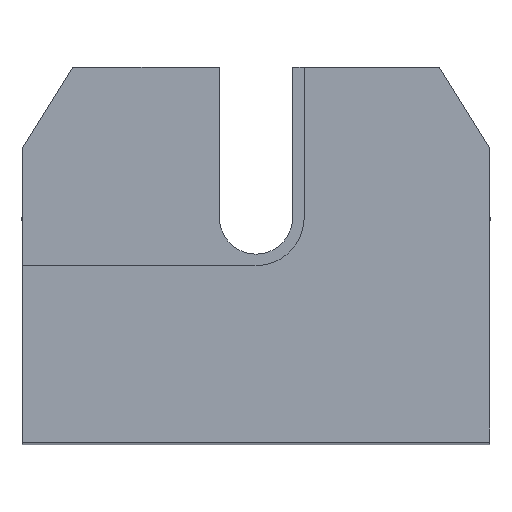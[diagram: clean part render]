
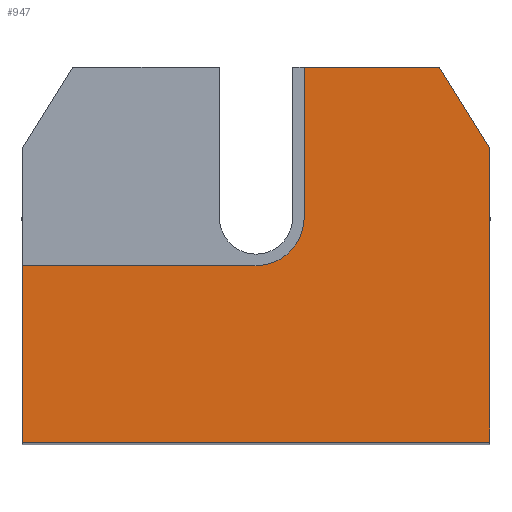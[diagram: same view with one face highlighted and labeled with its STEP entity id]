
A CAD part, top view. The second image highlights one B-rep face of the part: STEP entity #947.
In plain terms, the highlighted planar face has unit normal (0, 0, 1).
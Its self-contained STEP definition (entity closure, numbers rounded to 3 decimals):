
#32=CIRCLE('',#1024,2.5);
#70=FACE_OUTER_BOUND('',#122,.T.);
#122=EDGE_LOOP('',(#663,#664,#665,#666,#667,#668,#669,#670));
#169=LINE('',#1389,#277);
#183=LINE('',#1416,#291);
#192=LINE('',#1437,#300);
#205=LINE('',#1463,#313);
#206=LINE('',#1465,#314);
#207=LINE('',#1467,#315);
#208=LINE('',#1470,#316);
#277=VECTOR('',#1107,10.);
#291=VECTOR('',#1123,10.);
#300=VECTOR('',#1140,10.);
#313=VECTOR('',#1155,10.);
#314=VECTOR('',#1156,10.);
#315=VECTOR('',#1157,10.);
#316=VECTOR('',#1160,10.);
#385=VERTEX_POINT('',#1387);
#386=VERTEX_POINT('',#1388);
#398=VERTEX_POINT('',#1414);
#406=VERTEX_POINT('',#1436);
#418=VERTEX_POINT('',#1462);
#419=VERTEX_POINT('',#1464);
#420=VERTEX_POINT('',#1466);
#421=VERTEX_POINT('',#1468);
#477=EDGE_CURVE('',#385,#386,#169,.T.);
#491=EDGE_CURVE('',#398,#386,#183,.T.);
#501=EDGE_CURVE('',#385,#406,#192,.T.);
#514=EDGE_CURVE('',#418,#398,#205,.T.);
#515=EDGE_CURVE('',#419,#418,#206,.T.);
#516=EDGE_CURVE('',#420,#419,#207,.T.);
#517=EDGE_CURVE('',#421,#420,#32,.T.);
#518=EDGE_CURVE('',#406,#421,#208,.T.);
#663=ORIENTED_EDGE('',*,*,#477,.T.);
#664=ORIENTED_EDGE('',*,*,#491,.F.);
#665=ORIENTED_EDGE('',*,*,#514,.F.);
#666=ORIENTED_EDGE('',*,*,#515,.F.);
#667=ORIENTED_EDGE('',*,*,#516,.F.);
#668=ORIENTED_EDGE('',*,*,#517,.F.);
#669=ORIENTED_EDGE('',*,*,#518,.F.);
#670=ORIENTED_EDGE('',*,*,#501,.F.);
#908=PLANE('',#1023);
#947=ADVANCED_FACE('',(#70),#908,.T.);
#1023=AXIS2_PLACEMENT_3D('',#1461,#1153,#1154);
#1024=AXIS2_PLACEMENT_3D('',#1469,#1158,#1159);
#1107=DIRECTION('',(1.,0.,0.));
#1123=DIRECTION('',(0.,-1.,0.));
#1140=DIRECTION('',(0.,1.,0.));
#1153=DIRECTION('center_axis',(0.,0.,1.));
#1154=DIRECTION('ref_axis',(1.,0.,0.));
#1155=DIRECTION('',(0.53,-0.848,0.));
#1156=DIRECTION('',(1.,0.,0.));
#1157=DIRECTION('',(0.,1.,0.));
#1158=DIRECTION('center_axis',(0.,0.,1.));
#1159=DIRECTION('ref_axis',(-1.,0.,0.));
#1160=DIRECTION('',(1.,0.,0.));
#1387=CARTESIAN_POINT('',(-12.126,-11.641,78.6));
#1388=CARTESIAN_POINT('',(12.126,-11.641,78.6));
#1389=CARTESIAN_POINT('',(0.,-11.641,78.6));
#1414=CARTESIAN_POINT('',(12.126,3.584,78.6));
#1416=CARTESIAN_POINT('',(12.126,-8.285,78.6));
#1436=CARTESIAN_POINT('',(-12.126,-2.5,78.6));
#1437=CARTESIAN_POINT('',(-12.126,-1.465,78.6));
#1461=CARTESIAN_POINT('Origin',(0.,-2.929,
78.6));
#1462=CARTESIAN_POINT('',(9.498,7.783,78.6));
#1463=CARTESIAN_POINT('',(11.884,3.97,78.6));
#1464=CARTESIAN_POINT('',(2.5,7.783,78.6));
#1465=CARTESIAN_POINT('',(4.749,7.783,78.6));
#1466=CARTESIAN_POINT('',(2.5,0.,78.6));
#1467=CARTESIAN_POINT('',(2.5,2.427,78.6));
#1468=CARTESIAN_POINT('',(0.,-2.5,78.6));
#1469=CARTESIAN_POINT('Origin',(0.,0.,78.6));
#1470=CARTESIAN_POINT('',(0.,-2.5,78.6));
